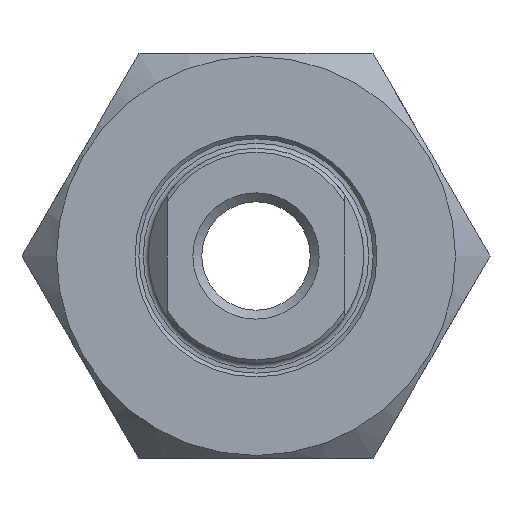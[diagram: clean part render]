
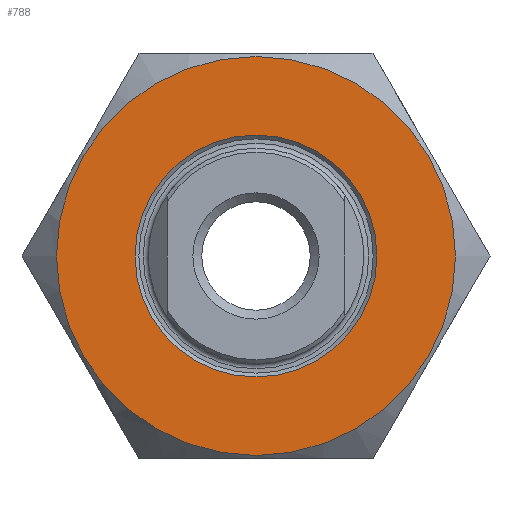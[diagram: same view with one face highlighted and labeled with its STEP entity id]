
A CAD part, left-side view. The second image highlights one B-rep face of the part: STEP entity #788.
In plain terms, the highlighted planar face has unit normal (-1, 0, 0).
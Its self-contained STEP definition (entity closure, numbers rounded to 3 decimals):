
#47=FACE_BOUND('',#142,.T.);
#64=PLANE('',#922);
#90=FACE_OUTER_BOUND('',#141,.T.);
#141=EDGE_LOOP('',(#582));
#142=EDGE_LOOP('',(#583));
#283=CIRCLE('',#903,15.75);
#290=CIRCLE('',#917,9.55);
#354=VERTEX_POINT('',#1345);
#360=VERTEX_POINT('',#1371);
#431=EDGE_CURVE('',#354,#354,#283,.T.);
#443=EDGE_CURVE('',#360,#360,#290,.T.);
#582=ORIENTED_EDGE('',*,*,#431,.T.);
#583=ORIENTED_EDGE('',*,*,#443,.F.);
#788=ADVANCED_FACE('',(#90,#47),#64,.T.);
#903=AXIS2_PLACEMENT_3D('',#1347,#1028,#1029);
#917=AXIS2_PLACEMENT_3D('',#1372,#1061,#1062);
#922=AXIS2_PLACEMENT_3D('',#1382,#1073,#1074);
#1028=DIRECTION('center_axis',(-1.,0.,0.));
#1029=DIRECTION('ref_axis',(0.,1.,0.));
#1061=DIRECTION('center_axis',(-1.,0.,0.));
#1062=DIRECTION('ref_axis',(0.,0.,-1.));
#1073=DIRECTION('center_axis',(-1.,0.,0.));
#1074=DIRECTION('ref_axis',(0.,0.,1.));
#1345=CARTESIAN_POINT('',(-13.5,-15.75,0.));
#1347=CARTESIAN_POINT('Origin',(-13.5,0.,0.));
#1371=CARTESIAN_POINT('',(-13.5,0.,9.55));
#1372=CARTESIAN_POINT('Origin',(-13.5,0.,0.));
#1382=CARTESIAN_POINT('Origin',(-13.5,0.,0.));
